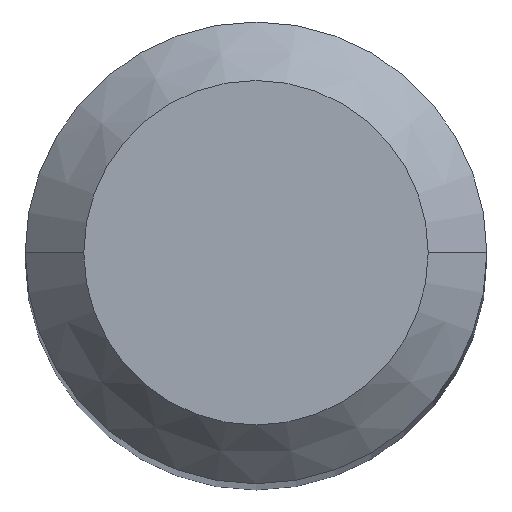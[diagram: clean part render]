
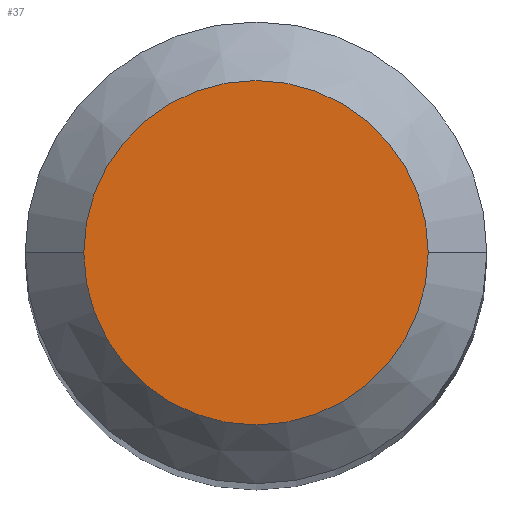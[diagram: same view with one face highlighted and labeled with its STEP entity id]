
A CAD part, top view. The second image highlights one B-rep face of the part: STEP entity #37.
In plain terms, the highlighted planar face has unit normal (0, 0, 1).
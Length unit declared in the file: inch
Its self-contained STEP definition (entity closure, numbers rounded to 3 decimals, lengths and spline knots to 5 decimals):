
#37 = ADVANCED_FACE ( 'NONE', ( #121 ), #736, .T. ) ;
#61 = EDGE_CURVE ( 'NONE', #708, #618, #96, .T. ) ;
#96 = CIRCLE ( 'NONE', #952, 0.04405 ) ;
#100 = CARTESIAN_POINT ( 'NONE',  ( 0., 0., 1.49606 ) ) ;
#110 = DIRECTION ( 'NONE',  ( 0., 0., 1. ) ) ;
#113 = AXIS2_PLACEMENT_3D ( 'NONE', #882, #892, #727 ) ;
#121 = FACE_OUTER_BOUND ( 'NONE', #351, .T. ) ;
#168 = EDGE_CURVE ( 'NONE', #618, #708, #859, .T. ) ;
#170 = ORIENTED_EDGE ( 'NONE', *, *, #168, .T. ) ;
#230 = CARTESIAN_POINT ( 'NONE',  ( -0.04405, 0., 1.49606 ) ) ;
#240 = CARTESIAN_POINT ( 'NONE',  ( 0.04405, 0., 1.49606 ) ) ;
#351 = EDGE_LOOP ( 'NONE', ( #170, #931 ) ) ;
#598 = DIRECTION ( 'NONE',  ( 1., 0., 0. ) ) ;
#608 = CARTESIAN_POINT ( 'NONE',  ( 0., 0., 1.49606 ) ) ;
#618 = VERTEX_POINT ( 'NONE', #230 ) ;
#708 = VERTEX_POINT ( 'NONE', #240 ) ;
#727 = DIRECTION ( 'NONE',  ( 1., 0., 0. ) ) ;
#736 = PLANE ( 'NONE',  #113 ) ;
#812 = DIRECTION ( 'NONE',  ( 1., 0., 0. ) ) ;
#859 = CIRCLE ( 'NONE', #983, 0.04405 ) ;
#882 = CARTESIAN_POINT ( 'NONE',  ( 0., 0., 1.49606 ) ) ;
#892 = DIRECTION ( 'NONE',  ( 0., 0., 1. ) ) ;
#931 = ORIENTED_EDGE ( 'NONE', *, *, #61, .T. ) ;
#952 = AXIS2_PLACEMENT_3D ( 'NONE', #100, #110, #812 ) ;
#983 = AXIS2_PLACEMENT_3D ( 'NONE', #608, #988, #598 ) ;
#988 = DIRECTION ( 'NONE',  ( 0., 0., 1. ) ) ;
